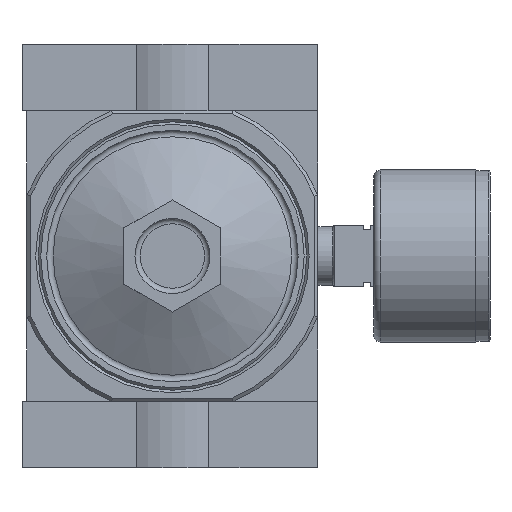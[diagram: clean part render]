
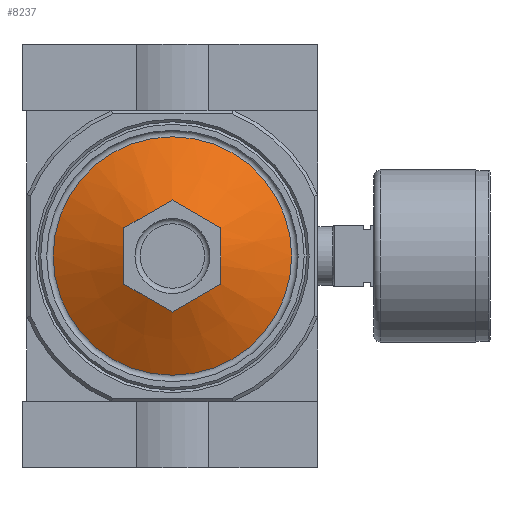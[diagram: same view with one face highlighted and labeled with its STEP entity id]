
A CAD part, front view. The second image highlights one B-rep face of the part: STEP entity #8237.
In plain terms, the highlighted conical face has half-angle 62 degrees and reference radius 27.03 mm.
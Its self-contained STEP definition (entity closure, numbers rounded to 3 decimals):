
#81=CONICAL_SURFACE('',#8847,27.031,1.082);
#341=B_SPLINE_CURVE_WITH_KNOTS('',3,(#12697,#12698,#12699,#12700,#12701,
#12702),.UNSPECIFIED.,.F.,.F.,(4,1,1,4),(0.,0.006,
0.01,0.013),.UNSPECIFIED.);
#342=B_SPLINE_CURVE_WITH_KNOTS('',3,(#12705,#12706,#12707,#12708,#12709,
#12710),.UNSPECIFIED.,.F.,.F.,(4,1,1,4),(0.,0.006,
0.01,0.013),.UNSPECIFIED.);
#343=B_SPLINE_CURVE_WITH_KNOTS('',3,(#12712,#12713,#12714,#12715,#12716,
#12717),.UNSPECIFIED.,.F.,.F.,(4,1,1,4),(0.016,0.023,
0.026,0.029),.UNSPECIFIED.);
#344=B_SPLINE_CURVE_WITH_KNOTS('',3,(#12719,#12720,#12721,#12722,#12723,
#12724),.UNSPECIFIED.,.F.,.F.,(4,1,1,4),(0.,0.006,
0.01,0.013),.UNSPECIFIED.);
#345=B_SPLINE_CURVE_WITH_KNOTS('',3,(#12726,#12727,#12728,#12729,#12730,
#12731),.UNSPECIFIED.,.F.,.F.,(4,1,1,4),(0.,0.006,
0.01,0.013),.UNSPECIFIED.);
#346=B_SPLINE_CURVE_WITH_KNOTS('',3,(#12733,#12734,#12735,#12736,#12737,
#12738),.UNSPECIFIED.,.F.,.F.,(4,1,1,4),(0.016,0.023,
0.026,0.029),.UNSPECIFIED.);
#1896=ORIENTED_EDGE('',*,*,#3570,.F.);
#1897=ORIENTED_EDGE('',*,*,#3571,.F.);
#1898=ORIENTED_EDGE('',*,*,#3572,.F.);
#1899=ORIENTED_EDGE('',*,*,#3573,.F.);
#1900=ORIENTED_EDGE('',*,*,#3574,.F.);
#1901=ORIENTED_EDGE('',*,*,#3575,.F.);
#1902=ORIENTED_EDGE('',*,*,#3576,.T.);
#3570=EDGE_CURVE('',#4383,#4384,#341,.T.);
#3571=EDGE_CURVE('',#4385,#4383,#342,.T.);
#3572=EDGE_CURVE('',#4386,#4385,#343,.T.);
#3573=EDGE_CURVE('',#4387,#4386,#344,.T.);
#3574=EDGE_CURVE('',#4388,#4387,#345,.T.);
#3575=EDGE_CURVE('',#4384,#4388,#346,.T.);
#3576=EDGE_CURVE('',#4389,#4389,#4929,.T.);
#4383=VERTEX_POINT('',#12703);
#4384=VERTEX_POINT('',#12704);
#4385=VERTEX_POINT('',#12711);
#4386=VERTEX_POINT('',#12718);
#4387=VERTEX_POINT('',#12725);
#4388=VERTEX_POINT('',#12732);
#4389=VERTEX_POINT('',#12740);
#4929=CIRCLE('',#8848,27.031);
#5281=EDGE_LOOP('',(#1896,#1897,#1898,#1899,#1900,#1901));
#5282=EDGE_LOOP('',(#1902));
#5867=FACE_BOUND('',#5281,.T.);
#5868=FACE_BOUND('',#5282,.T.);
#8237=ADVANCED_FACE('',(#5867,#5868),#81,.T.);
#8847=AXIS2_PLACEMENT_3D('',#12696,#10032,#10033);
#8848=AXIS2_PLACEMENT_3D('',#12739,#10034,#10035);
#10032=DIRECTION('',(0.,1.,0.));
#10033=DIRECTION('',(0.,0.,1.));
#10034=DIRECTION('',(0.,-1.,0.));
#10035=DIRECTION('',(0.,0.,-1.));
#12696=CARTESIAN_POINT('',(0.,-28.876,0.));
#12697=CARTESIAN_POINT('',(12.702,-36.495,0.));
#12698=CARTESIAN_POINT('',(11.662,-37.048,1.802));
#12699=CARTESIAN_POINT('',(10.073,-37.574,4.554));
#12700=CARTESIAN_POINT('',(7.917,-37.228,8.287));
#12701=CARTESIAN_POINT('',(6.871,-36.772,10.098));
#12702=CARTESIAN_POINT('',(6.351,-36.495,11.));
#12703=CARTESIAN_POINT('',(12.702,-36.495,0.));
#12704=CARTESIAN_POINT('',(6.351,-36.495,11.));
#12705=CARTESIAN_POINT('',(6.351,-36.495,-11.));
#12706=CARTESIAN_POINT('',(7.391,-37.048,-9.198));
#12707=CARTESIAN_POINT('',(8.98,-37.574,-6.446));
#12708=CARTESIAN_POINT('',(11.135,-37.228,-2.713));
#12709=CARTESIAN_POINT('',(12.181,-36.772,-0.902));
#12710=CARTESIAN_POINT('',(12.702,-36.495,0.));
#12711=CARTESIAN_POINT('',(6.351,-36.495,-11.));
#12712=CARTESIAN_POINT('',(-6.351,-36.495,-11.));
#12713=CARTESIAN_POINT('',(-4.278,-37.046,-11.));
#12714=CARTESIAN_POINT('',(-1.115,-37.574,-11.));
#12715=CARTESIAN_POINT('',(3.23,-37.227,-11.));
#12716=CARTESIAN_POINT('',(5.315,-36.771,-11.));
#12717=CARTESIAN_POINT('',(6.351,-36.495,-11.));
#12718=CARTESIAN_POINT('',(-6.351,-36.495,-11.));
#12719=CARTESIAN_POINT('',(-12.702,-36.495,0.));
#12720=CARTESIAN_POINT('',(-11.662,-37.048,-1.802));
#12721=CARTESIAN_POINT('',(-10.073,-37.574,-4.554));
#12722=CARTESIAN_POINT('',(-7.917,-37.228,-8.287));
#12723=CARTESIAN_POINT('',(-6.871,-36.772,-10.098));
#12724=CARTESIAN_POINT('',(-6.351,-36.495,-11.));
#12725=CARTESIAN_POINT('',(-12.702,-36.495,0.));
#12726=CARTESIAN_POINT('',(-6.351,-36.495,11.));
#12727=CARTESIAN_POINT('',(-7.391,-37.048,9.198));
#12728=CARTESIAN_POINT('',(-8.98,-37.574,6.446));
#12729=CARTESIAN_POINT('',(-11.135,-37.228,2.713));
#12730=CARTESIAN_POINT('',(-12.181,-36.772,0.902));
#12731=CARTESIAN_POINT('',(-12.702,-36.495,0.));
#12732=CARTESIAN_POINT('',(-6.351,-36.495,11.));
#12733=CARTESIAN_POINT('',(6.351,-36.495,11.));
#12734=CARTESIAN_POINT('',(4.278,-37.046,11.));
#12735=CARTESIAN_POINT('',(1.115,-37.574,11.));
#12736=CARTESIAN_POINT('',(-3.23,-37.227,11.));
#12737=CARTESIAN_POINT('',(-5.315,-36.771,11.));
#12738=CARTESIAN_POINT('',(-6.351,-36.495,11.));
#12739=CARTESIAN_POINT('',(0.,-28.876,0.));
#12740=CARTESIAN_POINT('',(0.,-28.876,-27.031));
